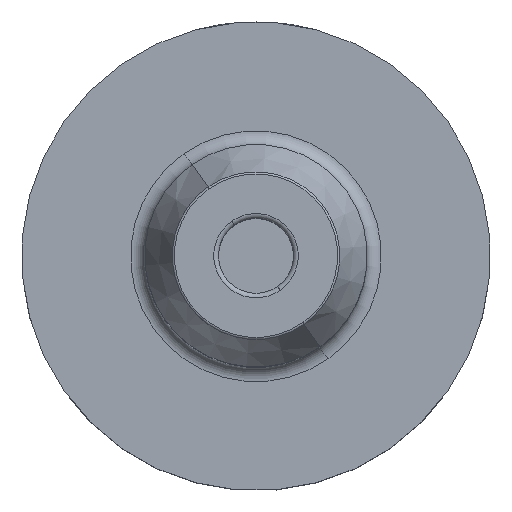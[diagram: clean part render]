
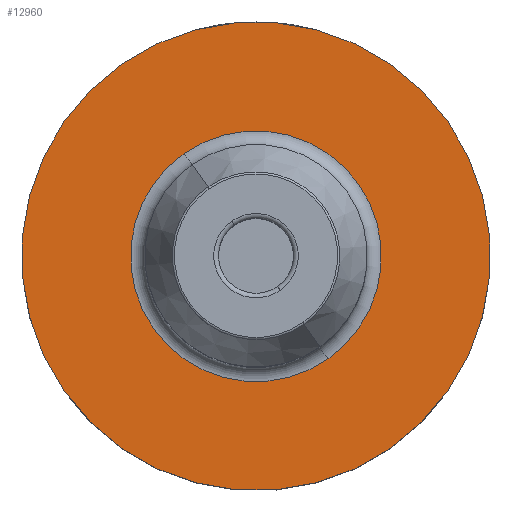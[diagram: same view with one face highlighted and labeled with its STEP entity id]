
A CAD part, top view. The second image highlights one B-rep face of the part: STEP entity #12960.
In plain terms, the highlighted planar face has unit normal (0, 0, 1).
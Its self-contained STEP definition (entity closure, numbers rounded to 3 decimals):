
#288=CARTESIAN_POINT('',(0.,0.,28.95));
#289=DIRECTION('',(0.,0.,1.));
#290=DIRECTION('',(-0.574,0.819,0.));
#291=AXIS2_PLACEMENT_3D('',#288,#289,#290);
#296=CARTESIAN_POINT('',(0.,0.,28.95));
#297=DIRECTION('',(0.,0.,-1.));
#298=DIRECTION('',(-0.574,0.819,0.));
#299=AXIS2_PLACEMENT_3D('',#296,#297,#298);
#318=CARTESIAN_POINT('',(0.,0.,28.95));
#319=DIRECTION('',(0.,0.,-1.));
#320=DIRECTION('',(-0.574,0.819,0.));
#321=AXIS2_PLACEMENT_3D('',#318,#319,#320);
#326=CARTESIAN_POINT('',(0.,0.,28.95));
#327=DIRECTION('',(0.,0.,1.));
#328=DIRECTION('',(-0.574,0.819,0.));
#329=AXIS2_PLACEMENT_3D('',#326,#327,#328);
#12441=CARTESIAN_POINT('',(-15.343,21.912,28.95));
#12442=VERTEX_POINT('',#12441);
#12443=CARTESIAN_POINT('',(-28.679,40.958,28.95));
#12445=VERTEX_POINT('',#12443);
#12513=CARTESIAN_POINT('',(15.343,-21.912,28.95));
#12514=VERTEX_POINT('',#12513);
#12515=CARTESIAN_POINT('',(28.679,-40.958,28.95));
#12517=VERTEX_POINT('',#12515);
#12945=CARTESIAN_POINT('',(0.,0.,28.95));
#12946=DIRECTION('',(0.,0.,1.));
#12947=DIRECTION('',(0.574,-0.819,0.));
#12948=AXIS2_PLACEMENT_3D('',#12945,#12946,#12947);
#12949=PLANE('',#12948);
#12951=ORIENTED_EDGE('',*,*,#12950,.T.);
#12953=ORIENTED_EDGE('',*,*,#12952,.F.);
#12954=EDGE_LOOP('',(#12951,#12953));
#12955=FACE_OUTER_BOUND('',#12954,.F.);
#12956=ORIENTED_EDGE('',*,*,#12927,.T.);
#12957=ORIENTED_EDGE('',*,*,#12938,.F.);
#12958=EDGE_LOOP('',(#12956,#12957));
#12959=FACE_BOUND('',#12958,.F.);
#12960=ADVANCED_FACE('',(#12955,#12959),#12949,.T.);
#292=CIRCLE('',#291,26.75);
#300=CIRCLE('',#299,26.75);
#322=CIRCLE('',#321,50.);
#330=CIRCLE('',#329,50.);
#12927=EDGE_CURVE('',#12442,#12514,#292,.T.);
#12938=EDGE_CURVE('',#12442,#12514,#300,.T.);
#12950=EDGE_CURVE('',#12445,#12517,#322,.T.);
#12952=EDGE_CURVE('',#12445,#12517,#330,.T.);
